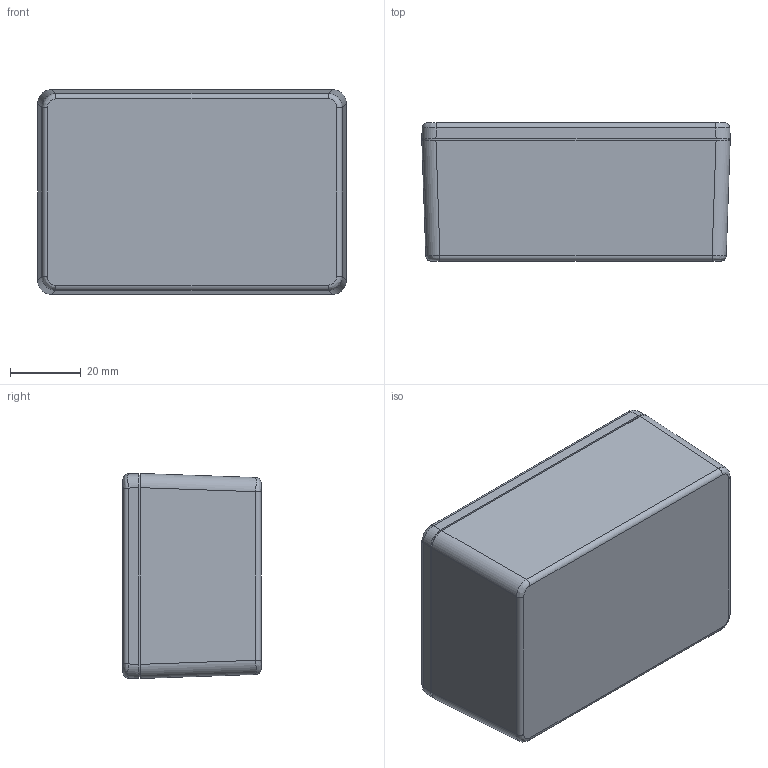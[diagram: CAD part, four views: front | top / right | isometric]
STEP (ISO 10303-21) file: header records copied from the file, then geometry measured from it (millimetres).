
FILE_DESCRIPTION(/* description */ (''),/* implementation_level */ '2;1');
FILE_NAME(/* name */ '1591XXLS.iam.stp',/* time_stamp */ '2015-12-21T09:50:14-05:00',/* author */ ('coop'),/* organization */ (''),/* preprocessor_version */ 'ST-DEVELOPER v16.1',/* originating_system */ 'Autodesk Inventor 2016',/* authorisation */ '');
FILE_SCHEMA (('AUTOMOTIVE_DESIGN { 1 0 10303 214 3 1 1 }'));
Products named in the file (4): 1591XXLS BOX; 1591XXL LID; #10022; 1591XXLS
Assembly tree (2 placements, depth 2):
  #10022
  1591XXLS
    1591XXLS BOX
    1591XXL LID
Bounding box: 87.08 x 39 x 57.88 mm (x, y, z)
Volume: 44766.9 mm3; surface area: 48059.9 mm2
Topology: 6 solids, 6 shells, 377 faces, 888 edges, 552 vertices
Faces by surface type: plane 169, cylinder 72, bspline 72, cone 64
Full cylindrical faces by diameter (mm): 2 x4, 2.4 x4, 2.5 x4, 2.946 x4, 3.5 x4, 5.232 x4
Entity records: 10012 total; most frequent: CARTESIAN_POINT 3826, ORIENTED_EDGE 1210, DIRECTION 1190, EDGE_CURVE 605, AXIS2_PLACEMENT_3D 467, VERTEX_POINT 401, EDGE_LOOP 390, FACE_OUTER_BOUND 296
